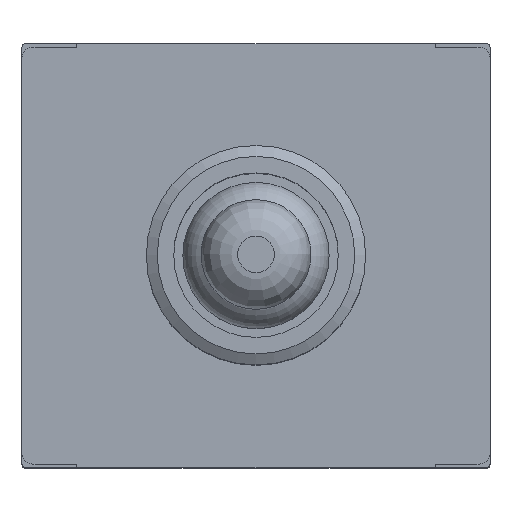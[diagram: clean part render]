
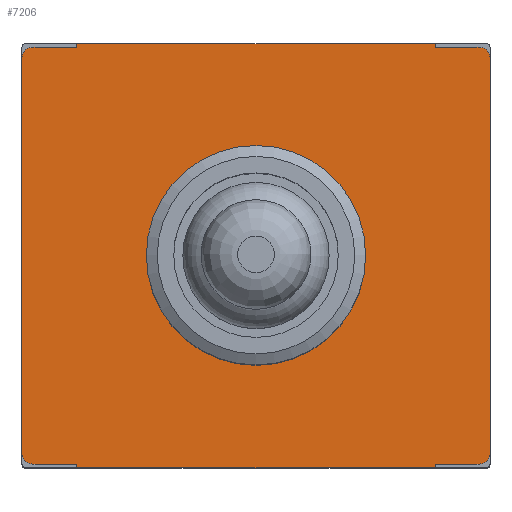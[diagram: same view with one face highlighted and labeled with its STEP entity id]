
A CAD part, top view. The second image highlights one B-rep face of the part: STEP entity #7206.
In plain terms, the highlighted planar face has unit normal (0, 0, 1).
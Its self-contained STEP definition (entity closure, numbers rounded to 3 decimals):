
#7206 = ADVANCED_FACE('',(#7207,#7341),#7352,.T.);
#7207 = FACE_BOUND('',#7208,.T.);
#7208 = EDGE_LOOP('',(#7209,#7219,#7228,#7236,#7245,#7253,#7261,#7269,
    #7277,#7285,#7294,#7302,#7311,#7319,#7327,#7335));
#7209 = ORIENTED_EDGE('',*,*,#7210,.F.);
#7210 = EDGE_CURVE('',#7211,#7213,#7215,.T.);
#7211 = VERTEX_POINT('',#7212);
#7212 = CARTESIAN_POINT('',(-6.1,5.7,9.));
#7213 = VERTEX_POINT('',#7214);
#7214 = CARTESIAN_POINT('',(-4.9,5.7,9.));
#7215 = LINE('',#7216,#7217);
#7216 = CARTESIAN_POINT('',(-6.4,5.7,9.));
#7217 = VECTOR('',#7218,1.);
#7218 = DIRECTION('',(1.,0.,0.));
#7219 = ORIENTED_EDGE('',*,*,#7220,.T.);
#7220 = EDGE_CURVE('',#7211,#7221,#7223,.T.);
#7221 = VERTEX_POINT('',#7222);
#7222 = CARTESIAN_POINT('',(-6.4,5.4,9.));
#7223 = CIRCLE('',#7224,0.3);
#7224 = AXIS2_PLACEMENT_3D('',#7225,#7226,#7227);
#7225 = CARTESIAN_POINT('',(-6.1,5.4,9.));
#7226 = DIRECTION('',(-0.,0.,1.));
#7227 = DIRECTION('',(0.,-1.,0.));
#7228 = ORIENTED_EDGE('',*,*,#7229,.F.);
#7229 = EDGE_CURVE('',#7230,#7221,#7232,.T.);
#7230 = VERTEX_POINT('',#7231);
#7231 = CARTESIAN_POINT('',(-6.4,-5.4,9.));
#7232 = LINE('',#7233,#7234);
#7233 = CARTESIAN_POINT('',(-6.4,-5.7,9.));
#7234 = VECTOR('',#7235,1.);
#7235 = DIRECTION('',(0.,1.,0.));
#7236 = ORIENTED_EDGE('',*,*,#7237,.T.);
#7237 = EDGE_CURVE('',#7230,#7238,#7240,.T.);
#7238 = VERTEX_POINT('',#7239);
#7239 = CARTESIAN_POINT('',(-6.1,-5.7,9.));
#7240 = CIRCLE('',#7241,0.3);
#7241 = AXIS2_PLACEMENT_3D('',#7242,#7243,#7244);
#7242 = CARTESIAN_POINT('',(-6.1,-5.4,9.));
#7243 = DIRECTION('',(-0.,0.,1.));
#7244 = DIRECTION('',(0.,-1.,0.));
#7245 = ORIENTED_EDGE('',*,*,#7246,.F.);
#7246 = EDGE_CURVE('',#7247,#7238,#7249,.T.);
#7247 = VERTEX_POINT('',#7248);
#7248 = CARTESIAN_POINT('',(-4.9,-5.7,9.));
#7249 = LINE('',#7250,#7251);
#7250 = CARTESIAN_POINT('',(-4.9,-5.7,9.));
#7251 = VECTOR('',#7252,1.);
#7252 = DIRECTION('',(-1.,0.,0.));
#7253 = ORIENTED_EDGE('',*,*,#7254,.T.);
#7254 = EDGE_CURVE('',#7247,#7255,#7257,.T.);
#7255 = VERTEX_POINT('',#7256);
#7256 = CARTESIAN_POINT('',(-4.9,-5.8,9.));
#7257 = LINE('',#7258,#7259);
#7258 = CARTESIAN_POINT('',(-4.9,-5.3,9.));
#7259 = VECTOR('',#7260,1.);
#7260 = DIRECTION('',(0.,-1.,0.));
#7261 = ORIENTED_EDGE('',*,*,#7262,.T.);
#7262 = EDGE_CURVE('',#7255,#7263,#7265,.T.);
#7263 = VERTEX_POINT('',#7264);
#7264 = CARTESIAN_POINT('',(4.9,-5.8,9.));
#7265 = LINE('',#7266,#7267);
#7266 = CARTESIAN_POINT('',(-4.9,-5.8,9.));
#7267 = VECTOR('',#7268,1.);
#7268 = DIRECTION('',(1.,0.,0.));
#7269 = ORIENTED_EDGE('',*,*,#7270,.F.);
#7270 = EDGE_CURVE('',#7271,#7263,#7273,.T.);
#7271 = VERTEX_POINT('',#7272);
#7272 = CARTESIAN_POINT('',(4.9,-5.7,9.));
#7273 = LINE('',#7274,#7275);
#7274 = CARTESIAN_POINT('',(4.9,-5.3,9.));
#7275 = VECTOR('',#7276,1.);
#7276 = DIRECTION('',(0.,-1.,0.));
#7277 = ORIENTED_EDGE('',*,*,#7278,.F.);
#7278 = EDGE_CURVE('',#7279,#7271,#7281,.T.);
#7279 = VERTEX_POINT('',#7280);
#7280 = CARTESIAN_POINT('',(6.1,-5.7,9.));
#7281 = LINE('',#7282,#7283);
#7282 = CARTESIAN_POINT('',(6.4,-5.7,9.));
#7283 = VECTOR('',#7284,1.);
#7284 = DIRECTION('',(-1.,0.,0.));
#7285 = ORIENTED_EDGE('',*,*,#7286,.F.);
#7286 = EDGE_CURVE('',#7287,#7279,#7289,.T.);
#7287 = VERTEX_POINT('',#7288);
#7288 = CARTESIAN_POINT('',(6.4,-5.4,9.));
#7289 = CIRCLE('',#7290,0.3);
#7290 = AXIS2_PLACEMENT_3D('',#7291,#7292,#7293);
#7291 = CARTESIAN_POINT('',(6.1,-5.4,9.));
#7292 = DIRECTION('',(-0.,-0.,-1.));
#7293 = DIRECTION('',(0.,-1.,0.));
#7294 = ORIENTED_EDGE('',*,*,#7295,.F.);
#7295 = EDGE_CURVE('',#7296,#7287,#7298,.T.);
#7296 = VERTEX_POINT('',#7297);
#7297 = CARTESIAN_POINT('',(6.4,5.4,9.));
#7298 = LINE('',#7299,#7300);
#7299 = CARTESIAN_POINT('',(6.4,5.7,9.));
#7300 = VECTOR('',#7301,1.);
#7301 = DIRECTION('',(0.,-1.,0.));
#7302 = ORIENTED_EDGE('',*,*,#7303,.F.);
#7303 = EDGE_CURVE('',#7304,#7296,#7306,.T.);
#7304 = VERTEX_POINT('',#7305);
#7305 = CARTESIAN_POINT('',(6.1,5.7,9.));
#7306 = CIRCLE('',#7307,0.3);
#7307 = AXIS2_PLACEMENT_3D('',#7308,#7309,#7310);
#7308 = CARTESIAN_POINT('',(6.1,5.4,9.));
#7309 = DIRECTION('',(-0.,-0.,-1.));
#7310 = DIRECTION('',(0.,-1.,0.));
#7311 = ORIENTED_EDGE('',*,*,#7312,.F.);
#7312 = EDGE_CURVE('',#7313,#7304,#7315,.T.);
#7313 = VERTEX_POINT('',#7314);
#7314 = CARTESIAN_POINT('',(4.9,5.7,9.));
#7315 = LINE('',#7316,#7317);
#7316 = CARTESIAN_POINT('',(4.9,5.7,9.));
#7317 = VECTOR('',#7318,1.);
#7318 = DIRECTION('',(1.,0.,0.));
#7319 = ORIENTED_EDGE('',*,*,#7320,.T.);
#7320 = EDGE_CURVE('',#7313,#7321,#7323,.T.);
#7321 = VERTEX_POINT('',#7322);
#7322 = CARTESIAN_POINT('',(4.9,5.8,9.));
#7323 = LINE('',#7324,#7325);
#7324 = CARTESIAN_POINT('',(4.9,5.3,9.));
#7325 = VECTOR('',#7326,1.);
#7326 = DIRECTION('',(0.,1.,0.));
#7327 = ORIENTED_EDGE('',*,*,#7328,.T.);
#7328 = EDGE_CURVE('',#7321,#7329,#7331,.T.);
#7329 = VERTEX_POINT('',#7330);
#7330 = CARTESIAN_POINT('',(-4.9,5.8,9.));
#7331 = LINE('',#7332,#7333);
#7332 = CARTESIAN_POINT('',(4.9,5.8,9.));
#7333 = VECTOR('',#7334,1.);
#7334 = DIRECTION('',(-1.,0.,0.));
#7335 = ORIENTED_EDGE('',*,*,#7336,.F.);
#7336 = EDGE_CURVE('',#7213,#7329,#7337,.T.);
#7337 = LINE('',#7338,#7339);
#7338 = CARTESIAN_POINT('',(-4.9,5.3,9.));
#7339 = VECTOR('',#7340,1.);
#7340 = DIRECTION('',(0.,1.,0.));
#7341 = FACE_BOUND('',#7342,.T.);
#7342 = EDGE_LOOP('',(#7343));
#7343 = ORIENTED_EDGE('',*,*,#7344,.T.);
#7344 = EDGE_CURVE('',#7345,#7345,#7347,.T.);
#7345 = VERTEX_POINT('',#7346);
#7346 = CARTESIAN_POINT('',(2.7,0.,9.));
#7347 = CIRCLE('',#7348,2.7);
#7348 = AXIS2_PLACEMENT_3D('',#7349,#7350,#7351);
#7349 = CARTESIAN_POINT('',(0.,0.,9.));
#7350 = DIRECTION('',(0.,0.,-1.));
#7351 = DIRECTION('',(1.,0.,0.));
#7352 = PLANE('',#7353);
#7353 = AXIS2_PLACEMENT_3D('',#7354,#7355,#7356);
#7354 = CARTESIAN_POINT('',(0.,0.,9.));
#7355 = DIRECTION('',(0.,0.,1.));
#7356 = DIRECTION('',(1.,0.,0.));
